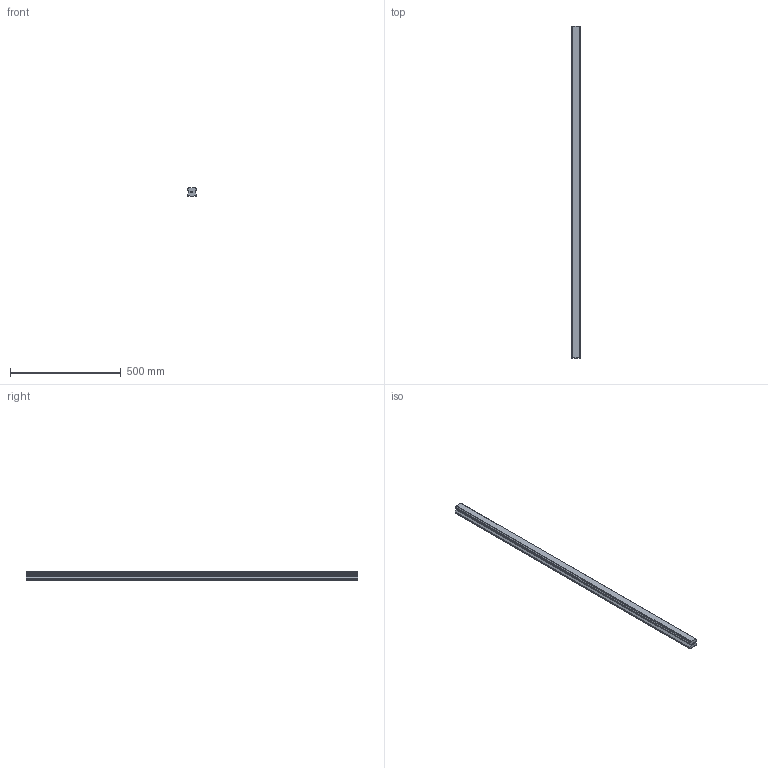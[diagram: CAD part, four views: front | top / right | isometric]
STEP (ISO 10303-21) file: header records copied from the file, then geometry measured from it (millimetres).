
FILE_DESCRIPTION(('STEP AP214'),'1');
FILE_NAME('cctmp_ED39F2C9-01B9-49E5-8550-B0B09C7BFAAA_2021_01_28_13_14_38_0732..stp','2021-01-28T12:14:38',('HIWIN GmbH'),('CADClick - www.CADClick.com'),'Spatial InterOp 3D',' ','unknown authorization');
FILE_SCHEMA(('AUTOMOTIVE_DESIGN'));
Length unit declared in the file: millimetre
Products named in the file (1): HGR45T1500C_FILE
Bounding box: 45 x 1500 x 38 mm (x, y, z)
Volume: 2099076.8 mm3; surface area: 273701.3 mm2
Topology: 1 solids, 1 shells, 157 faces, 423 edges, 257 vertices
Faces by surface type: plane 93, cylinder 34, cone 30
Entity records: 5915 total; most frequent: CARTESIAN_POINT 808, ORIENTED_EDGE 786, DIRECTION 777, EDGE_CURVE 393, LINE 325, VECTOR 325, VERTEX_POINT 257, AXIS2_PLACEMENT_3D 226
